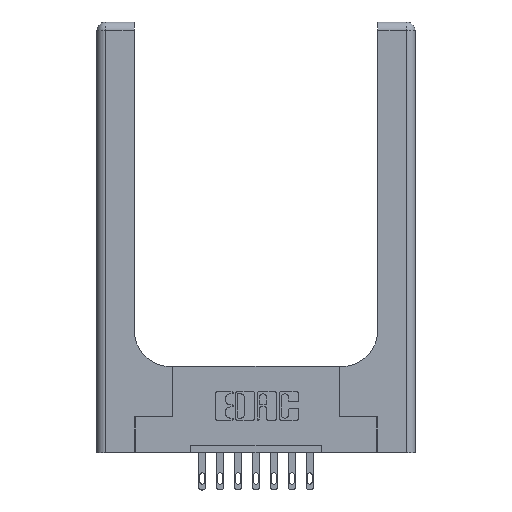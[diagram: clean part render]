
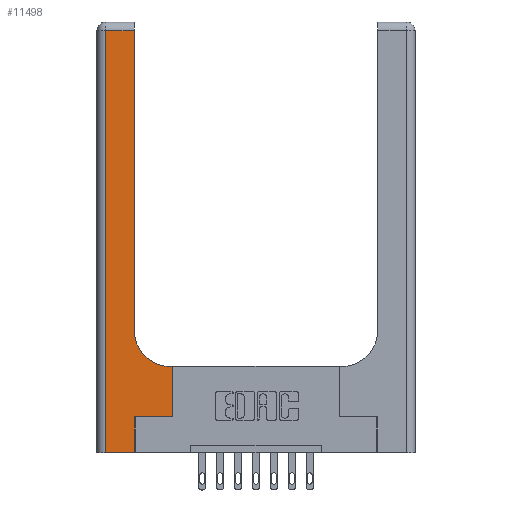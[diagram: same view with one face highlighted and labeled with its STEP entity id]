
A CAD part, top view. The second image highlights one B-rep face of the part: STEP entity #11498.
In plain terms, the highlighted planar face has unit normal (0, 0, 1).
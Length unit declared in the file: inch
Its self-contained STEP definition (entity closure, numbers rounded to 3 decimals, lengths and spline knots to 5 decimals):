
#160 = VECTOR ( 'NONE', #8577, 39.37008 ) ;
#341 = VECTOR ( 'NONE', #6843, 39.37008 ) ;
#474 = LINE ( 'NONE', #8297, #8106 ) ;
#690 = VERTEX_POINT ( 'NONE', #1644 ) ;
#849 = PLANE ( 'NONE',  #6675 ) ;
#1201 = LINE ( 'NONE', #10066, #10228 ) ;
#1504 = LINE ( 'NONE', #9341, #341 ) ;
#1644 = CARTESIAN_POINT ( 'NONE',  ( 0.26, 0.85, 0.37 ) ) ;
#1687 = ORIENTED_EDGE ( 'NONE', *, *, #11747, .T. ) ;
#1848 = VERTEX_POINT ( 'NONE', #5595 ) ;
#1975 = ORIENTED_EDGE ( 'NONE', *, *, #6261, .T. ) ;
#2018 = DIRECTION ( 'NONE',  ( 0., 0., -1. ) ) ;
#2102 = VECTOR ( 'NONE', #7266, 39.37008 ) ;
#2721 = EDGE_CURVE ( 'NONE', #9147, #11531, #1201, .T. ) ;
#2894 = LINE ( 'NONE', #3844, #160 ) ;
#2915 = DIRECTION ( 'NONE',  ( -1., 0., 0. ) ) ;
#3203 = FACE_OUTER_BOUND ( 'NONE', #13639, .T. ) ;
#3304 = EDGE_CURVE ( 'NONE', #6511, #12127, #3678, .T. ) ;
#3597 = CARTESIAN_POINT ( 'NONE',  ( 0.51, 0.85, 0.37 ) ) ;
#3678 = LINE ( 'NONE', #8472, #11896 ) ;
#3706 = LINE ( 'NONE', #8212, #8787 ) ;
#3844 = CARTESIAN_POINT ( 'NONE',  ( 0.265, 0., 0.37 ) ) ;
#4242 = CARTESIAN_POINT ( 'NONE',  ( 0., 3., 0.37 ) ) ;
#4461 = CARTESIAN_POINT ( 'NONE',  ( 0.265, 0., 0.37 ) ) ;
#4522 = DIRECTION ( 'NONE',  ( 1., 0., 0. ) ) ;
#5026 = CARTESIAN_POINT ( 'NONE',  ( 0.06, 0., 0.37 ) ) ;
#5114 = VERTEX_POINT ( 'NONE', #12772 ) ;
#5161 = EDGE_CURVE ( 'NONE', #5114, #690, #7106, .T. ) ;
#5447 = VECTOR ( 'NONE', #11458, 39.37008 ) ;
#5570 = DIRECTION ( 'NONE',  ( -1., 0., 0. ) ) ;
#5595 = CARTESIAN_POINT ( 'NONE',  ( 0.265, 0.25, 0.37 ) ) ;
#6012 = LINE ( 'NONE', #9482, #2102 ) ;
#6013 = ORIENTED_EDGE ( 'NONE', *, *, #2721, .T. ) ;
#6261 = EDGE_CURVE ( 'NONE', #1848, #13854, #12566, .T. ) ;
#6484 = CARTESIAN_POINT ( 'NONE',  ( 0.26, 2.94, 0.37 ) ) ;
#6511 = VERTEX_POINT ( 'NONE', #6484 ) ;
#6675 = AXIS2_PLACEMENT_3D ( 'NONE', #4242, #2018, #5570 ) ;
#6843 = DIRECTION ( 'NONE',  ( 0., 1., 0. ) ) ;
#6946 = CARTESIAN_POINT ( 'NONE',  ( 0.265, 0.25, 0.37 ) ) ;
#7008 = ORIENTED_EDGE ( 'NONE', *, *, #11224, .T. ) ;
#7106 = CIRCLE ( 'NONE', #14425, 0.25 ) ;
#7266 = DIRECTION ( 'NONE',  ( 0., 1., 0. ) ) ;
#7530 = EDGE_CURVE ( 'NONE', #12127, #9147, #3706, .T. ) ;
#8106 = VECTOR ( 'NONE', #2915, 39.37008 ) ;
#8171 = DIRECTION ( 'NONE',  ( 0., 0., -1. ) ) ;
#8212 = CARTESIAN_POINT ( 'NONE',  ( 0.06, 3., 0.37 ) ) ;
#8297 = CARTESIAN_POINT ( 'NONE',  ( 0.26, 0.6, 0.37 ) ) ;
#8393 = DIRECTION ( 'NONE',  ( -1., 0., 0. ) ) ;
#8472 = CARTESIAN_POINT ( 'NONE',  ( 0., 2.94, 0.37 ) ) ;
#8577 = DIRECTION ( 'NONE',  ( 0., 1., 0. ) ) ;
#8763 = ORIENTED_EDGE ( 'NONE', *, *, #5161, .T. ) ;
#8787 = VECTOR ( 'NONE', #10743, 39.37008 ) ;
#9147 = VERTEX_POINT ( 'NONE', #5026 ) ;
#9278 = CARTESIAN_POINT ( 'NONE',  ( 0.528, 0.6, 0.37 ) ) ;
#9341 = CARTESIAN_POINT ( 'NONE',  ( 0.528, 0.25, 0.37 ) ) ;
#9482 = CARTESIAN_POINT ( 'NONE',  ( 0.26, 3., 0.37 ) ) ;
#10066 = CARTESIAN_POINT ( 'NONE',  ( 0., 0., 0.37 ) ) ;
#10228 = VECTOR ( 'NONE', #4522, 39.37008 ) ;
#10276 = EDGE_CURVE ( 'NONE', #690, #6511, #6012, .T. ) ;
#10743 = DIRECTION ( 'NONE',  ( 0., -1., 0. ) ) ;
#11121 = ORIENTED_EDGE ( 'NONE', *, *, #3304, .T. ) ;
#11224 = EDGE_CURVE ( 'NONE', #13854, #12388, #1504, .T. ) ;
#11373 = EDGE_CURVE ( 'NONE', #12388, #5114, #474, .T. ) ;
#11458 = DIRECTION ( 'NONE',  ( 1., 0., 0. ) ) ;
#11498 = ADVANCED_FACE ( 'NONE', ( #3203 ), #849, .F. ) ;
#11531 = VERTEX_POINT ( 'NONE', #4461 ) ;
#11631 = CARTESIAN_POINT ( 'NONE',  ( 0.528, 0.25, 0.37 ) ) ;
#11747 = EDGE_CURVE ( 'NONE', #11531, #1848, #2894, .T. ) ;
#11896 = VECTOR ( 'NONE', #8393, 39.37008 ) ;
#12127 = VERTEX_POINT ( 'NONE', #13077 ) ;
#12165 = ORIENTED_EDGE ( 'NONE', *, *, #10276, .T. ) ;
#12388 = VERTEX_POINT ( 'NONE', #9278 ) ;
#12566 = LINE ( 'NONE', #6946, #5447 ) ;
#12705 = DIRECTION ( 'NONE',  ( 1., 0., 0. ) ) ;
#12772 = CARTESIAN_POINT ( 'NONE',  ( 0.51, 0.6, 0.37 ) ) ;
#12855 = ORIENTED_EDGE ( 'NONE', *, *, #11373, .T. ) ;
#13077 = CARTESIAN_POINT ( 'NONE',  ( 0.06, 2.94, 0.37 ) ) ;
#13639 = EDGE_LOOP ( 'NONE', ( #12165, #11121, #14257, #6013, #1687, #1975, #7008, #12855, #8763 ) ) ;
#13854 = VERTEX_POINT ( 'NONE', #11631 ) ;
#14257 = ORIENTED_EDGE ( 'NONE', *, *, #7530, .T. ) ;
#14425 = AXIS2_PLACEMENT_3D ( 'NONE', #3597, #8171, #12705 ) ;
